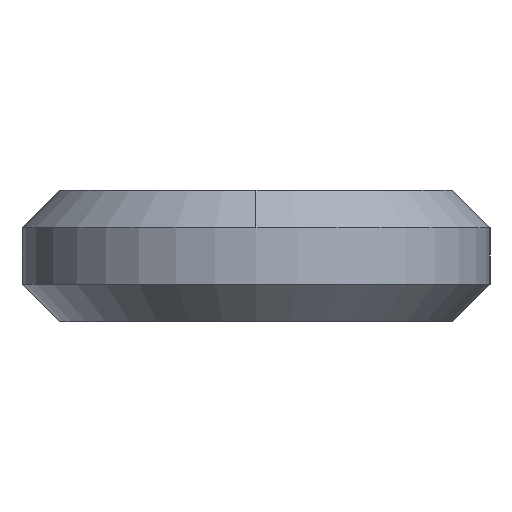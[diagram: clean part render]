
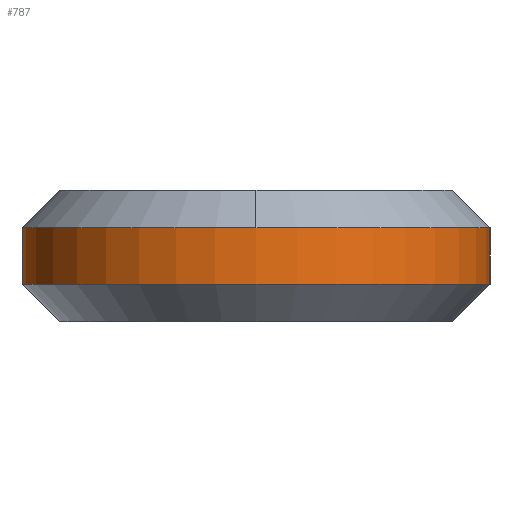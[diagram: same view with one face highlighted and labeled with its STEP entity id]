
A CAD part, left-side view. The second image highlights one B-rep face of the part: STEP entity #787.
In plain terms, the highlighted cylindrical face has radius 12.5 mm (diameter 25 mm), a partial arc.
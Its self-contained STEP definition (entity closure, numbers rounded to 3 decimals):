
#20 = ORIENTED_EDGE ( 'NONE', *, *, #757, .T. ) ;
#24 = EDGE_LOOP ( 'NONE', ( #951, #20, #800, #255, #1238 ) ) ;
#104 = CARTESIAN_POINT ( 'NONE',  ( -110., -20., -6.5 ) ) ;
#144 = EDGE_CURVE ( 'NONE', #825, #719, #467, .T. ) ;
#161 = LINE ( 'NONE', #646, #168 ) ;
#168 = VECTOR ( 'NONE', #1119, 1000. ) ;
#199 = CARTESIAN_POINT ( 'NONE',  ( -100.442, -28.056, -6.5 ) ) ;
#251 = AXIS2_PLACEMENT_3D ( 'NONE', #104, #687, #1245 ) ;
#255 = ORIENTED_EDGE ( 'NONE', *, *, #1089, .T. ) ;
#298 = CARTESIAN_POINT ( 'NONE',  ( -100.442, -28.056, -3.5 ) ) ;
#300 = CYLINDRICAL_SURFACE ( 'NONE', #1060, 12.5 ) ;
#304 = AXIS2_PLACEMENT_3D ( 'NONE', #1099, #411, #708 ) ;
#329 = EDGE_CURVE ( 'NONE', #719, #727, #161, .T. ) ;
#353 = LINE ( 'NONE', #1212, #1017 ) ;
#354 = CIRCLE ( 'NONE', #251, 12.5 ) ;
#360 = DIRECTION ( 'NONE',  ( 0., 0., -1. ) ) ;
#387 = CARTESIAN_POINT ( 'NONE',  ( -122.5, -20., -3.5 ) ) ;
#396 = CARTESIAN_POINT ( 'NONE',  ( -110., -20., -145.795 ) ) ;
#404 = DIRECTION ( 'NONE',  ( 0., 0., 1. ) ) ;
#411 = DIRECTION ( 'NONE',  ( 0., 0., -1. ) ) ;
#467 = CIRCLE ( 'NONE', #304, 12.5 ) ;
#562 = DIRECTION ( 'NONE',  ( 0., 0., 1. ) ) ;
#570 = EDGE_CURVE ( 'NONE', #731, #1178, #353, .T. ) ;
#628 = CARTESIAN_POINT ( 'NONE',  ( -110., -20., -3.5 ) ) ;
#635 = AXIS2_PLACEMENT_3D ( 'NONE', #628, #360, #1028 ) ;
#646 = CARTESIAN_POINT ( 'NONE',  ( -100.442, -11.944, -145.795 ) ) ;
#670 = FACE_OUTER_BOUND ( 'NONE', #24, .T. ) ;
#683 = DIRECTION ( 'NONE',  ( 1., 0., 0. ) ) ;
#687 = DIRECTION ( 'NONE',  ( 0., 0., 1. ) ) ;
#708 = DIRECTION ( 'NONE',  ( 1., 0., 0. ) ) ;
#719 = VERTEX_POINT ( 'NONE', #1075 ) ;
#727 = VERTEX_POINT ( 'NONE', #975 ) ;
#731 = VERTEX_POINT ( 'NONE', #199 ) ;
#756 = CIRCLE ( 'NONE', #635, 12.5 ) ;
#757 = EDGE_CURVE ( 'NONE', #727, #731, #354, .T. ) ;
#787 = ADVANCED_FACE ( 'NONE', ( #670 ), #300, .T. ) ;
#800 = ORIENTED_EDGE ( 'NONE', *, *, #570, .T. ) ;
#825 = VERTEX_POINT ( 'NONE', #387 ) ;
#951 = ORIENTED_EDGE ( 'NONE', *, *, #329, .T. ) ;
#975 = CARTESIAN_POINT ( 'NONE',  ( -100.442, -11.944, -6.5 ) ) ;
#1017 = VECTOR ( 'NONE', #562, 1000. ) ;
#1028 = DIRECTION ( 'NONE',  ( 1., 0., 0. ) ) ;
#1060 = AXIS2_PLACEMENT_3D ( 'NONE', #396, #404, #683 ) ;
#1075 = CARTESIAN_POINT ( 'NONE',  ( -100.442, -11.944, -3.5 ) ) ;
#1089 = EDGE_CURVE ( 'NONE', #1178, #825, #756, .T. ) ;
#1099 = CARTESIAN_POINT ( 'NONE',  ( -110., -20., -3.5 ) ) ;
#1119 = DIRECTION ( 'NONE',  ( 0., 0., -1. ) ) ;
#1178 = VERTEX_POINT ( 'NONE', #298 ) ;
#1212 = CARTESIAN_POINT ( 'NONE',  ( -100.442, -28.056, -145.795 ) ) ;
#1238 = ORIENTED_EDGE ( 'NONE', *, *, #144, .T. ) ;
#1245 = DIRECTION ( 'NONE',  ( 1., 0., 0. ) ) ;
